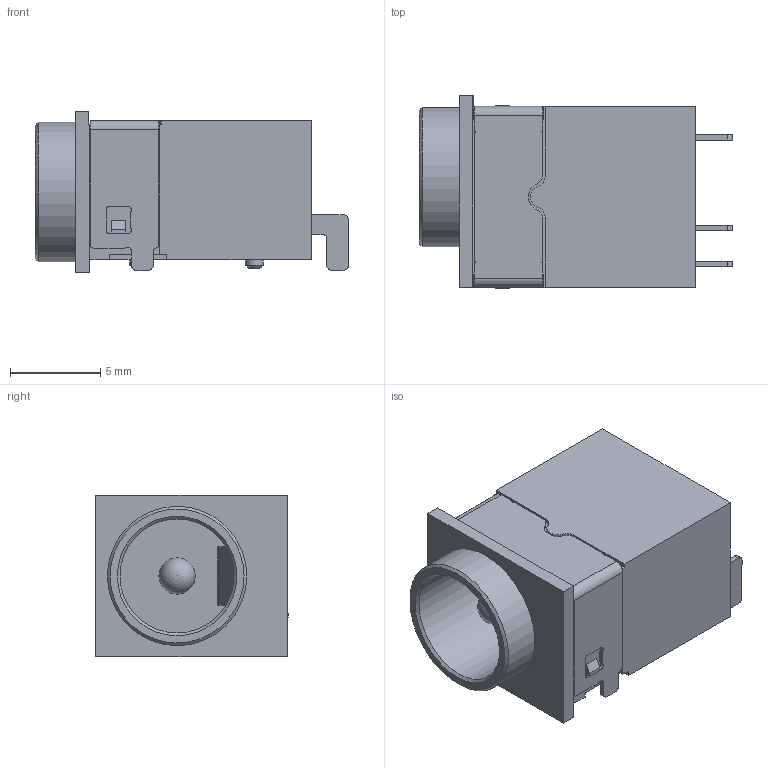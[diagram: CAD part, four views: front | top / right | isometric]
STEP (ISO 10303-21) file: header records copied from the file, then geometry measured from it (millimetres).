
FILE_DESCRIPTION(/* description */ (''),/* implementation_level */ '2;1');
FILE_NAME(/* name */ 'CUI_PJ-001AH-67.step',/* time_stamp */ '2020-03-28T14:28:43+00:00',/* author */ (''),/* organization */ (''),/* preprocessor_version */ 'ST-DEVELOPER v18',/* originating_system */ 'Autodesk Translation Framework v8.12.0.6',/* authorisation */ '');
FILE_SCHEMA (('AUTOMOTIVE_DESIGN { 1 0 10303 214 3 1 1 }'));
Length unit declared in the file: millimetre
Products named in the file (1): CUI_PJ-001AH-67
Bounding box: 17.3 x 10.65 x 8.9 mm (x, y, z)
Volume: 833.6 mm3; surface area: 1193.9 mm2
Topology: 2 solids, 2 shells, 171 faces, 485 edges, 327 vertices
Faces by surface type: plane 99, cylinder 67, cone 4, sphere 1
Full cylindrical faces by diameter (mm): 1 x2, 2 x1, 6.3 x1, 7.7 x1
Entity records: 5714 total; most frequent: CARTESIAN_POINT 995, DIRECTION 987, ORIENTED_EDGE 968, EDGE_CURVE 484, AXIS2_PLACEMENT_3D 335, VERTEX_POINT 327, LINE 317, VECTOR 317
